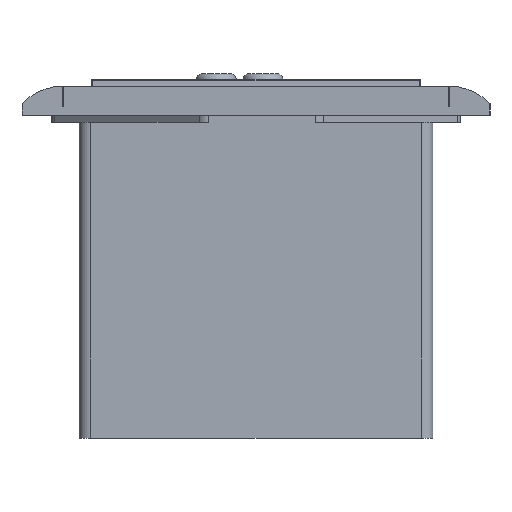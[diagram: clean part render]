
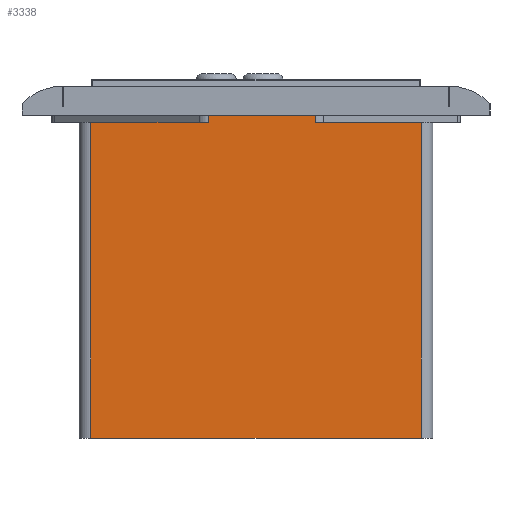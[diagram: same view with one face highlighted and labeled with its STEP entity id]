
A CAD part, left-side view. The second image highlights one B-rep face of the part: STEP entity #3338.
In plain terms, the highlighted planar face has unit normal (-1, 0, 0).
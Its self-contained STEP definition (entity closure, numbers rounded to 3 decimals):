
#92=PLANE('',#3709);
#183=LINE('',#4951,#539);
#252=LINE('',#5206,#608);
#258=LINE('',#5219,#614);
#290=LINE('',#5305,#646);
#297=LINE('',#5318,#653);
#298=LINE('',#5321,#654);
#299=LINE('',#5323,#655);
#300=LINE('',#5324,#656);
#539=VECTOR('',#3953,10.);
#608=VECTOR('',#4212,10.);
#614=VECTOR('',#4222,10.);
#646=VECTOR('',#4298,10.);
#653=VECTOR('',#4311,10.);
#654=VECTOR('',#4316,10.);
#655=VECTOR('',#4317,10.);
#656=VECTOR('',#4318,10.);
#1000=FACE_OUTER_BOUND('',#1182,.T.);
#1182=EDGE_LOOP('',(#2615,#2616,#2617,#2618,#2619,#2620,#2621,#2622));
#1467=VERTEX_POINT('',#4947);
#1469=VERTEX_POINT('',#4950);
#1560=VERTEX_POINT('',#5204);
#1565=VERTEX_POINT('',#5218);
#1596=VERTEX_POINT('',#5302);
#1597=VERTEX_POINT('',#5304);
#1600=VERTEX_POINT('',#5317);
#1601=VERTEX_POINT('',#5322);
#1796=EDGE_CURVE('',#1467,#1469,#183,.T.);
#1927=EDGE_CURVE('',#1560,#1467,#252,.T.);
#1933=EDGE_CURVE('',#1469,#1565,#258,.T.);
#1976=EDGE_CURVE('',#1596,#1597,#290,.T.);
#1984=EDGE_CURVE('',#1597,#1600,#297,.T.);
#1986=EDGE_CURVE('',#1600,#1560,#298,.T.);
#1987=EDGE_CURVE('',#1596,#1601,#299,.T.);
#1988=EDGE_CURVE('',#1565,#1601,#300,.T.);
#2615=ORIENTED_EDGE('',*,*,#1986,.F.);
#2616=ORIENTED_EDGE('',*,*,#1984,.F.);
#2617=ORIENTED_EDGE('',*,*,#1976,.F.);
#2618=ORIENTED_EDGE('',*,*,#1987,.T.);
#2619=ORIENTED_EDGE('',*,*,#1988,.F.);
#2620=ORIENTED_EDGE('',*,*,#1933,.F.);
#2621=ORIENTED_EDGE('',*,*,#1796,.F.);
#2622=ORIENTED_EDGE('',*,*,#1927,.F.);
#3338=ADVANCED_FACE('',(#1000),#92,.T.);
#3709=AXIS2_PLACEMENT_3D('',#5320,#4314,#4315);
#3953=DIRECTION('',(0.,-1.,0.));
#4212=DIRECTION('',(0.,0.,1.));
#4222=DIRECTION('',(0.,0.,-1.));
#4298=DIRECTION('',(0.,1.,0.));
#4311=DIRECTION('',(0.,0.,1.));
#4314=DIRECTION('center_axis',(-1.,0.,0.));
#4315=DIRECTION('ref_axis',(0.,-1.,0.));
#4316=DIRECTION('',(0.,-1.,0.));
#4317=DIRECTION('',(0.,0.,1.));
#4318=DIRECTION('',(0.,-1.,0.));
#4947=CARTESIAN_POINT('',(-36.,8.172,55.2));
#4950=CARTESIAN_POINT('',(-36.,-10.124,55.2));
#4951=CARTESIAN_POINT('',(-36.,28.25,55.2));
#5204=CARTESIAN_POINT('',(-36.,8.172,54.));
#5206=CARTESIAN_POINT('',(-36.,8.172,27.));
#5218=CARTESIAN_POINT('',(-36.,-10.124,54.));
#5219=CARTESIAN_POINT('',(-36.,-10.124,27.));
#5302=CARTESIAN_POINT('',(-36.,-28.25,0.));
#5304=CARTESIAN_POINT('',(-36.,28.25,0.));
#5305=CARTESIAN_POINT('',(-36.,-28.25,0.));
#5317=CARTESIAN_POINT('',(-36.,28.25,54.));
#5318=CARTESIAN_POINT('',(-36.,28.25,0.));
#5320=CARTESIAN_POINT('Origin',(-36.,28.25,0.));
#5321=CARTESIAN_POINT('',(-36.,-28.25,54.));
#5322=CARTESIAN_POINT('',(-36.,-28.25,54.));
#5323=CARTESIAN_POINT('',(-36.,-28.25,0.));
#5324=CARTESIAN_POINT('',(-36.,-28.25,54.));
